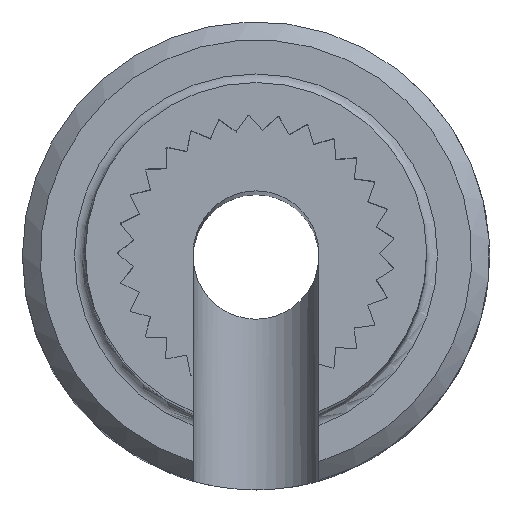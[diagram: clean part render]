
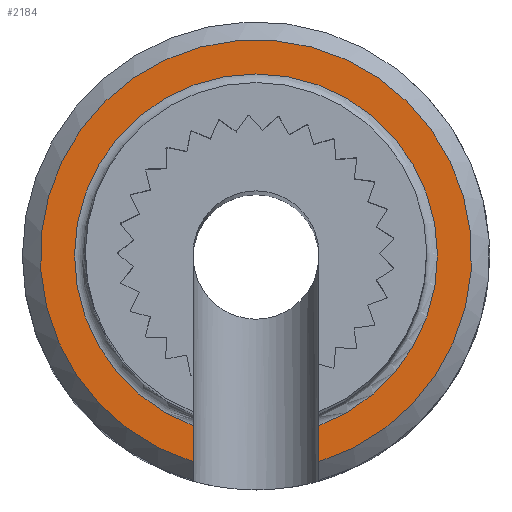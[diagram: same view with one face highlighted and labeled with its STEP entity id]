
A CAD part, top view. The second image highlights one B-rep face of the part: STEP entity #2184.
In plain terms, the highlighted planar face has unit normal (0, 0, 1).
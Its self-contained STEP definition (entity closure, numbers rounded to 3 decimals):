
#25=CIRCLE('',#2316,5.05);
#26=CIRCLE('',#2317,6.);
#101=PLANE('',#2315);
#235=LINE('',#3156,#471);
#245=LINE('',#3185,#481);
#471=VECTOR('',#2517,1000.);
#481=VECTOR('',#2529,1000.);
#729=ORIENTED_EDGE('',*,*,#1395,.T.);
#730=ORIENTED_EDGE('',*,*,#1390,.T.);
#731=ORIENTED_EDGE('',*,*,#1396,.F.);
#732=ORIENTED_EDGE('',*,*,#1378,.T.);
#1378=EDGE_CURVE('',#1713,#1712,#235,.T.);
#1390=EDGE_CURVE('',#1723,#1722,#245,.T.);
#1395=EDGE_CURVE('',#1712,#1723,#25,.T.);
#1396=EDGE_CURVE('',#1713,#1722,#26,.T.);
#1712=VERTEX_POINT('',#3155);
#1713=VERTEX_POINT('',#3157);
#1722=VERTEX_POINT('',#3184);
#1723=VERTEX_POINT('',#3186);
#1931=EDGE_LOOP('',(#729,#730,#731,#732));
#2055=FACE_BOUND('',#1931,.T.);
#2184=ADVANCED_FACE('',(#2055),#101,.F.);
#2315=AXIS2_PLACEMENT_3D('',#3197,#2533,#2534);
#2316=AXIS2_PLACEMENT_3D('',#3198,#2535,#2536);
#2317=AXIS2_PLACEMENT_3D('',#3199,#2537,#2538);
#2517=DIRECTION('',(0.,1.,0.));
#2529=DIRECTION('',(0.,-1.,0.));
#2533=DIRECTION('',(0.,0.,-1.));
#2534=DIRECTION('',(-1.,0.,0.));
#2535=DIRECTION('',(0.,0.,-1.));
#2536=DIRECTION('',(-1.,0.,0.));
#2537=DIRECTION('',(0.,0.,-1.));
#2538=DIRECTION('',(-1.,0.,0.));
#3155=CARTESIAN_POINT('',(-1.75,-4.737,15.));
#3156=CARTESIAN_POINT('',(-1.75,5.05,15.));
#3157=CARTESIAN_POINT('',(-1.75,-5.739,15.));
#3184=CARTESIAN_POINT('',(1.75,-5.739,15.));
#3185=CARTESIAN_POINT('',(1.75,5.05,15.));
#3186=CARTESIAN_POINT('',(1.75,-4.737,15.));
#3197=CARTESIAN_POINT('',(0.,5.05,15.));
#3198=CARTESIAN_POINT('',(0.,0.,15.));
#3199=CARTESIAN_POINT('',(0.,0.,15.));
